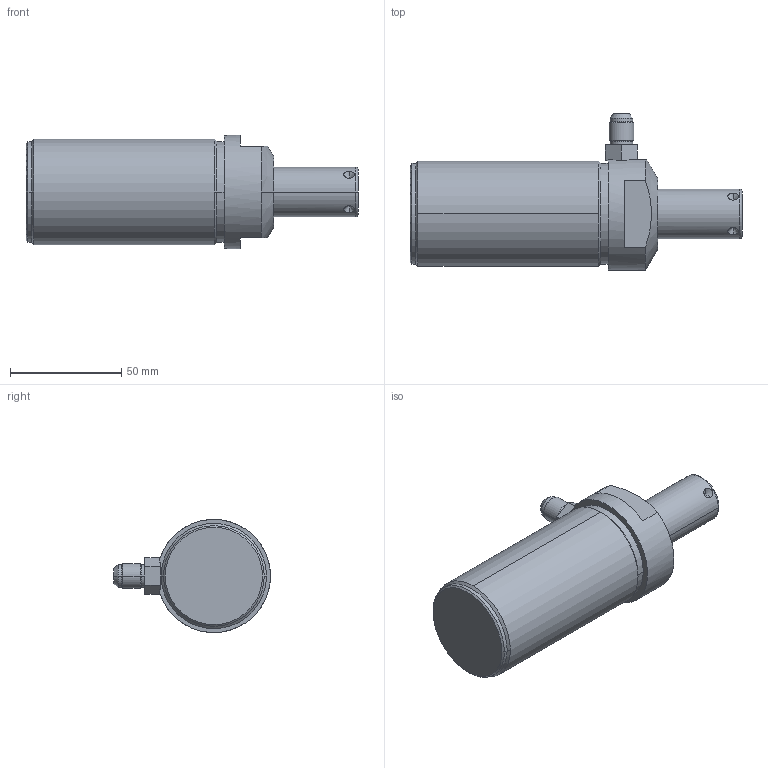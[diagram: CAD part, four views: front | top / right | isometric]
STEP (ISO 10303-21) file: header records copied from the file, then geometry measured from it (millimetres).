
FILE_DESCRIPTION((''),'2;1');
FILE_NAME('ILC15011312','2012-05-21T',('gar'),(''),'PRO/ENGINEER BY PARAMETRIC TECHNOLOGY CORPORATION, 2007460','PRO/ENGINEER BY PARAMETRIC TECHNOLOGY CORPORATION, 2007460','');
FILE_SCHEMA(('AUTOMOTIVE_DESIGN_CC2 { 1 2 10303 214 -1 1 5 2 }'));
Length unit declared in the file: inch
Products named in the file (1): ILC15011312
Bounding box: 149 x 70.41 x 50.8 mm (x, y, z)
Volume: 208389.9 mm3; surface area: 25310.9 mm2
Topology: 1 solids, 3 shells, 81 faces, 192 edges, 115 vertices
Faces by surface type: cone 28, cylinder 26, plane 25, torus 2
Entity records: 3214 total; most frequent: CARTESIAN_POINT 568, DIRECTION 407, ORIENTED_EDGE 360, PRESENTATION_STYLE_ASSIGNMENT 193, STYLED_ITEM 184, CURVE_STYLE 182, EDGE_CURVE 182, AXIS2_PLACEMENT_3D 159
